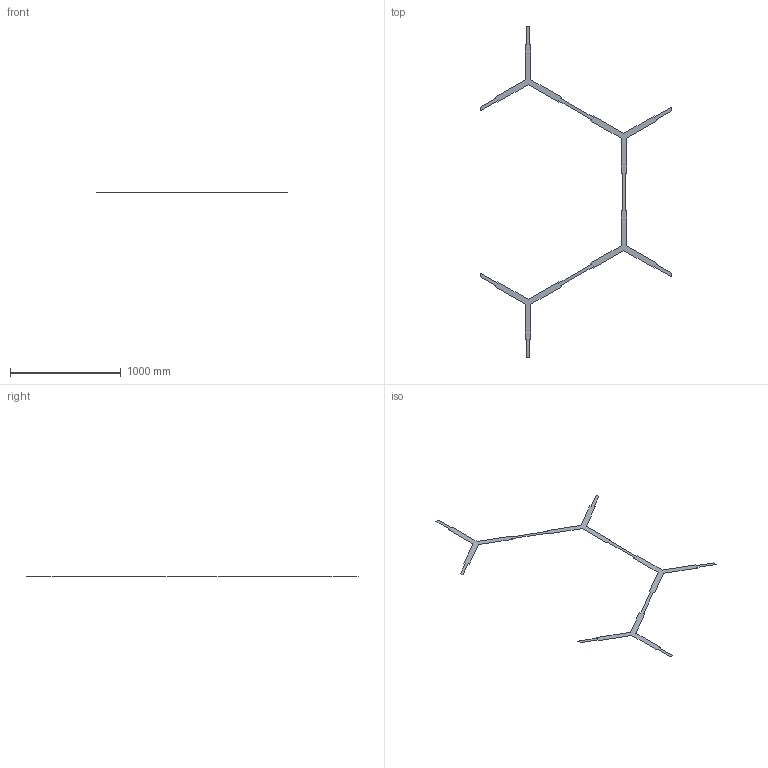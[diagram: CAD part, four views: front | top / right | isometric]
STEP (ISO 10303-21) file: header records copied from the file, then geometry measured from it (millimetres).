
FILE_DESCRIPTION(('CATIA V5 STEP Exchange'),'2;1');
FILE_NAME('hex_solid_thick_bucle.stp','2022-04-01T02:26:27+00:00',('none'),('none'),'CATIA Version 5-6 Release 2015','CATIA V5 STEP AP203','none');
FILE_SCHEMA(('CONFIG_CONTROL_DESIGN'));
Length unit declared in the file: millimetre
Products named in the file (1): hex_solid_thick
Bounding box: 1732.05 x 3000 x 0 mm (x, y, z)
Surface area: 258482.2 mm2 (no closed solid volume)
Topology: 0 solids, 1 shells, 1 faces, 72 edges, 72 vertices
Faces by surface type: plane 1
Entity records: 637 total; most frequent: CARTESIAN_POINT 147, DIRECTION 76, ORIENTED_EDGE 72, VECTOR 72, EDGE_CURVE 72, LINE 72, VERTEX_POINT 72, CC_DESIGN_PERSON_AND_ORGANIZATION_ASSIGNMENT 4
